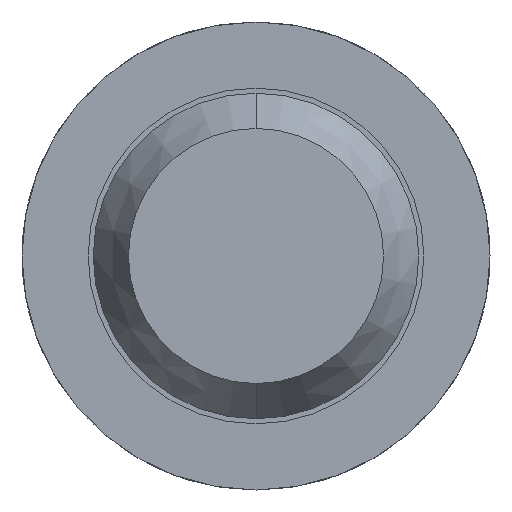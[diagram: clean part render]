
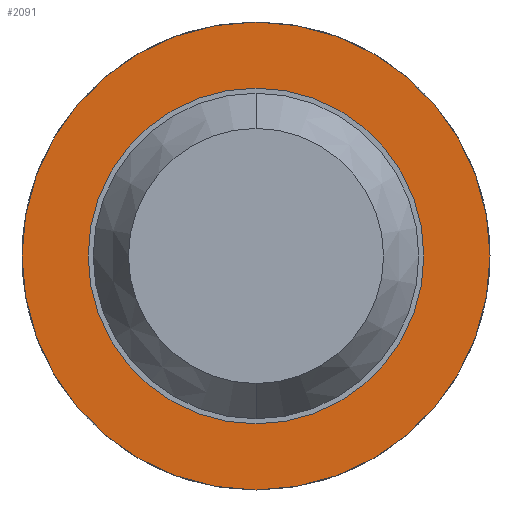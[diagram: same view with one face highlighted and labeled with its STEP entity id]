
A CAD part, front view. The second image highlights one B-rep face of the part: STEP entity #2091.
In plain terms, the highlighted planar face has unit normal (0, -1, 0).
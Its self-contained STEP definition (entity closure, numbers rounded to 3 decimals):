
#132 = VERTEX_POINT ( 'NONE', #213 ) ;
#178 = DIRECTION ( 'NONE',  ( 0., 0., 1. ) ) ;
#201 = FACE_BOUND ( 'NONE', #2433, .T. ) ;
#213 = CARTESIAN_POINT ( 'NONE',  ( 0., -1.7, -0.825 ) ) ;
#241 = VERTEX_POINT ( 'NONE', #1390 ) ;
#594 = CARTESIAN_POINT ( 'NONE',  ( 0., -1.7, 0. ) ) ;
#657 = DIRECTION ( 'NONE',  ( 0., 1., 0. ) ) ;
#729 = CARTESIAN_POINT ( 'NONE',  ( 0., -1.7, 0. ) ) ;
#846 = CIRCLE ( 'NONE', #4487, 1.15 ) ;
#1010 = CARTESIAN_POINT ( 'NONE',  ( 0., -1.7, 0. ) ) ;
#1332 = CIRCLE ( 'NONE', #2593, 1.15 ) ;
#1339 = DIRECTION ( 'NONE',  ( 0., 0., 1. ) ) ;
#1344 = EDGE_CURVE ( 'Defeature ausgef�hrt3_10+Defeature ausgef�hrt3_14+Defeature ausgef�hrt3_14+Defeature ausgef�hrt3_14', #4429, #241, #846, .T. ) ;
#1390 = CARTESIAN_POINT ( 'NONE',  ( 0., -1.7, -1.15 ) ) ;
#1464 = DIRECTION ( 'NONE',  ( 0., 0., 1. ) ) ;
#1659 = AXIS2_PLACEMENT_3D ( 'NONE', #1706, #2036, #178 ) ;
#1706 = CARTESIAN_POINT ( 'NONE',  ( 0.825, -1.7, 0. ) ) ;
#1729 = DIRECTION ( 'NONE',  ( 0., 0., 1. ) ) ;
#2020 = PLANE ( 'NONE',  #1659 ) ;
#2034 = ORIENTED_EDGE ( 'NONE', *, *, #4547, .F. ) ;
#2036 = DIRECTION ( 'NONE',  ( 0., 1., 0. ) ) ;
#2044 = CIRCLE ( 'NONE', #3808, 0.825 ) ;
#2091 = ADVANCED_FACE ( 'Defeature ausgef�hrt3_14', ( #4611, #201 ), #2020, .F. ) ;
#2195 = DIRECTION ( 'NONE',  ( 0., 0., 1. ) ) ;
#2357 = EDGE_CURVE ( 'Defeature ausgef�hrt3_14+Defeature ausgef�hrt3_13+Defeature ausgef�hrt3_13+Defeature ausgef�hrt3_13', #3032, #132, #2044, .T. ) ;
#2362 = AXIS2_PLACEMENT_3D ( 'NONE', #1010, #657, #1729 ) ;
#2374 = ORIENTED_EDGE ( 'NONE', *, *, #3134, .T. ) ;
#2433 = EDGE_LOOP ( 'NONE', ( #4132, #2374 ) ) ;
#2476 = CARTESIAN_POINT ( 'NONE',  ( 0., -1.7, 0.825 ) ) ;
#2553 = DIRECTION ( 'NONE',  ( 0., 1., 0. ) ) ;
#2591 = CIRCLE ( 'NONE', #2362, 0.825 ) ;
#2593 = AXIS2_PLACEMENT_3D ( 'NONE', #594, #2824, #1339 ) ;
#2824 = DIRECTION ( 'NONE',  ( 0., 1., 0. ) ) ;
#3032 = VERTEX_POINT ( 'NONE', #2476 ) ;
#3134 = EDGE_CURVE ( 'Defeature ausgef�hrt3_14+Defeature ausgef�hrt3_13+Defeature ausgef�hrt3_13+Defeature ausgef�hrt3_13', #132, #3032, #2591, .T. ) ;
#3188 = ORIENTED_EDGE ( 'NONE', *, *, #1344, .F. ) ;
#3268 = EDGE_LOOP ( 'NONE', ( #3188, #2034 ) ) ;
#3694 = DIRECTION ( 'NONE',  ( 0., 1., 0. ) ) ;
#3808 = AXIS2_PLACEMENT_3D ( 'NONE', #729, #3694, #1464 ) ;
#3883 = CARTESIAN_POINT ( 'NONE',  ( 0., -1.7, 1.15 ) ) ;
#4132 = ORIENTED_EDGE ( 'NONE', *, *, #2357, .T. ) ;
#4379 = CARTESIAN_POINT ( 'NONE',  ( 0., -1.7, 0. ) ) ;
#4429 = VERTEX_POINT ( 'NONE', #3883 ) ;
#4487 = AXIS2_PLACEMENT_3D ( 'NONE', #4379, #2553, #2195 ) ;
#4547 = EDGE_CURVE ( 'Defeature ausgef�hrt3_10+Defeature ausgef�hrt3_14+Defeature ausgef�hrt3_14+Defeature ausgef�hrt3_14', #241, #4429, #1332, .T. ) ;
#4611 = FACE_OUTER_BOUND ( 'NONE', #3268, .T. ) ;
